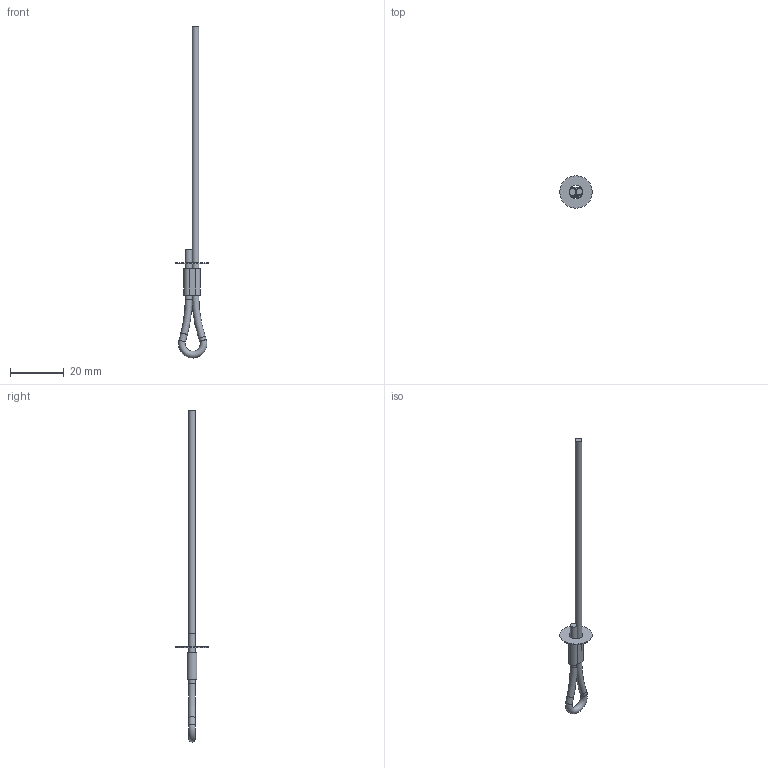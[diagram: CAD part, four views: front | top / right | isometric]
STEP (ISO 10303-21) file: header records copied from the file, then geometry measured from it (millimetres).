
FILE_DESCRIPTION(/* description */ (''),/* implementation_level */ '2;1');
FILE_NAME(/* name */ '56-100-0.step',/* time_stamp */ '2020-09-28T13:13:04-04:00',/* author */ (''),/* organization */ (''),/* preprocessor_version */ 'ST-DEVELOPER v18.1',/* originating_system */ 'Autodesk Translation Framework v9.3.0.1241',/* authorisation */ '');
FILE_SCHEMA (('AUTOMOTIVE_DESIGN { 1 0 10303 214 3 1 1 }'));
Length unit declared in the file: millimetre
Products named in the file (3): 56-100-0; M8LGW-0 v2; 90214A115
Assembly tree (2 placements, depth 3):
  56-100-0
    M8LGW-0 v2
      90214A115
Bounding box: 12 x 12 x 123.05 mm (x, y, z)
Volume: 931.2 mm3; surface area: 1828.7 mm2
Topology: 3 solids, 3 shells, 23 faces, 51 edges, 32 vertices
Faces by surface type: cylinder 10, plane 10, torus 3
Full cylindrical faces by diameter (mm): 2.5 x4, 5 x1, 12 x1
Entity records: 743 total; most frequent: DIRECTION 134, CARTESIAN_POINT 111, ORIENTED_EDGE 102, AXIS2_PLACEMENT_3D 55, EDGE_CURVE 51, VERTEX_POINT 32, EDGE_LOOP 27, CIRCLE 27
